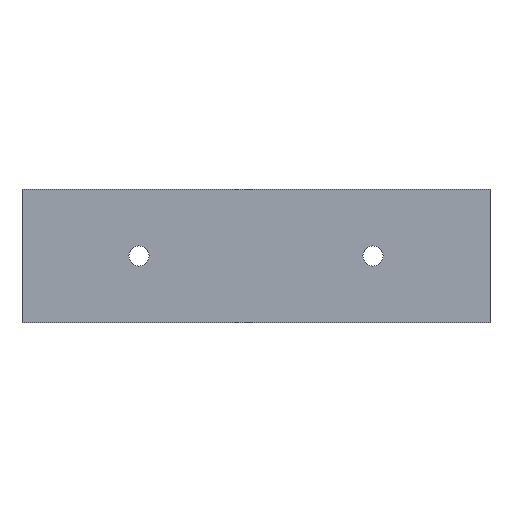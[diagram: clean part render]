
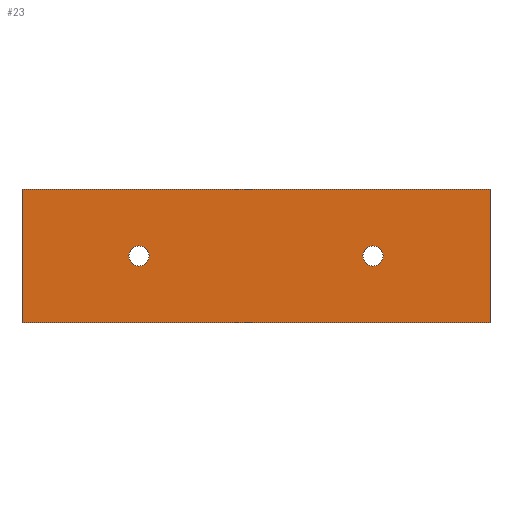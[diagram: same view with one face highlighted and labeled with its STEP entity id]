
A CAD part, top view. The second image highlights one B-rep face of the part: STEP entity #23.
In plain terms, the highlighted planar face has unit normal (0, 0, 1).
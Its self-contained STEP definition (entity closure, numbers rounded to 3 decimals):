
#23=ADVANCED_FACE('',(#43,#44,#33),#109,.T.);
#33=FACE_OUTER_BOUND('',#49,.F.);
#43=FACE_BOUND('',#47,.F.);
#44=FACE_BOUND('',#48,.F.);
#47=EDGE_LOOP('',(#61,#62));
#48=EDGE_LOOP('',(#63,#64));
#49=EDGE_LOOP('',(#65,#66,#67,#68));
#61=ORIENTED_EDGE('',*,*,#156,.T.);
#62=ORIENTED_EDGE('',*,*,#155,.T.);
#63=ORIENTED_EDGE('',*,*,#158,.T.);
#64=ORIENTED_EDGE('',*,*,#157,.T.);
#65=ORIENTED_EDGE('',*,*,#159,.F.);
#66=ORIENTED_EDGE('',*,*,#160,.F.);
#67=ORIENTED_EDGE('',*,*,#161,.F.);
#68=ORIENTED_EDGE('',*,*,#162,.F.);
#109=PLANE('',#240);
#123=LINE('',#334,#139);
#124=LINE('',#335,#140);
#125=LINE('',#336,#141);
#126=LINE('',#337,#142);
#139=VECTOR('',#264,20.);
#140=VECTOR('',#265,70.);
#141=VECTOR('',#266,20.);
#142=VECTOR('',#267,70.);
#155=EDGE_CURVE('',#202,#201,#179,.T.);
#156=EDGE_CURVE('',#201,#202,#180,.T.);
#157=EDGE_CURVE('',#200,#199,#181,.T.);
#158=EDGE_CURVE('',#199,#200,#182,.T.);
#159=EDGE_CURVE('',#198,#197,#123,.T.);
#160=EDGE_CURVE('',#196,#198,#124,.T.);
#161=EDGE_CURVE('',#195,#196,#125,.T.);
#162=EDGE_CURVE('',#197,#195,#126,.T.);
#179=CIRCLE('',#232,1.5);
#180=CIRCLE('',#233,1.5);
#181=CIRCLE('',#234,1.5);
#182=CIRCLE('',#235,1.5);
#195=VERTEX_POINT('',#322);
#196=VERTEX_POINT('',#323);
#197=VERTEX_POINT('',#324);
#198=VERTEX_POINT('',#325);
#199=VERTEX_POINT('',#326);
#200=VERTEX_POINT('',#327);
#201=VERTEX_POINT('',#328);
#202=VERTEX_POINT('',#329);
#232=AXIS2_PLACEMENT_3D('',#330,#256,#257);
#233=AXIS2_PLACEMENT_3D('',#331,#258,#259);
#234=AXIS2_PLACEMENT_3D('',#332,#260,#261);
#235=AXIS2_PLACEMENT_3D('',#333,#262,#263);
#240=AXIS2_PLACEMENT_3D('',#354,#288,#289);
#256=DIRECTION('',(0.,0.,1.));
#257=DIRECTION('',(-1.,0.,0.));
#258=DIRECTION('',(0.,0.,1.));
#259=DIRECTION('',(1.,0.,0.));
#260=DIRECTION('',(0.,0.,1.));
#261=DIRECTION('',(-1.,0.,0.));
#262=DIRECTION('',(0.,0.,1.));
#263=DIRECTION('',(1.,0.,0.));
#264=DIRECTION('',(0.,-1.,0.));
#265=DIRECTION('',(-1.,0.,0.));
#266=DIRECTION('',(0.,1.,0.));
#267=DIRECTION('',(1.,0.,0.));
#288=DIRECTION('',(0.,0.,1.));
#289=DIRECTION('',(1.,0.,0.));
#322=CARTESIAN_POINT('',(70.,0.,4.));
#323=CARTESIAN_POINT('',(70.,20.,4.));
#324=CARTESIAN_POINT('',(0.,0.,4.));
#325=CARTESIAN_POINT('',(0.,20.,4.));
#326=CARTESIAN_POINT('',(19.,10.,4.));
#327=CARTESIAN_POINT('',(16.,10.,4.));
#328=CARTESIAN_POINT('',(54.,10.,4.));
#329=CARTESIAN_POINT('',(51.,10.,4.));
#330=CARTESIAN_POINT('',(52.5,10.,4.));
#331=CARTESIAN_POINT('',(52.5,10.,4.));
#332=CARTESIAN_POINT('',(17.5,10.,4.));
#333=CARTESIAN_POINT('',(17.5,10.,4.));
#334=CARTESIAN_POINT('',(0.,20.,4.));
#335=CARTESIAN_POINT('',(70.,20.,4.));
#336=CARTESIAN_POINT('',(70.,0.,4.));
#337=CARTESIAN_POINT('',(0.,0.,4.));
#354=CARTESIAN_POINT('',(-0.7,-0.7,4.));
